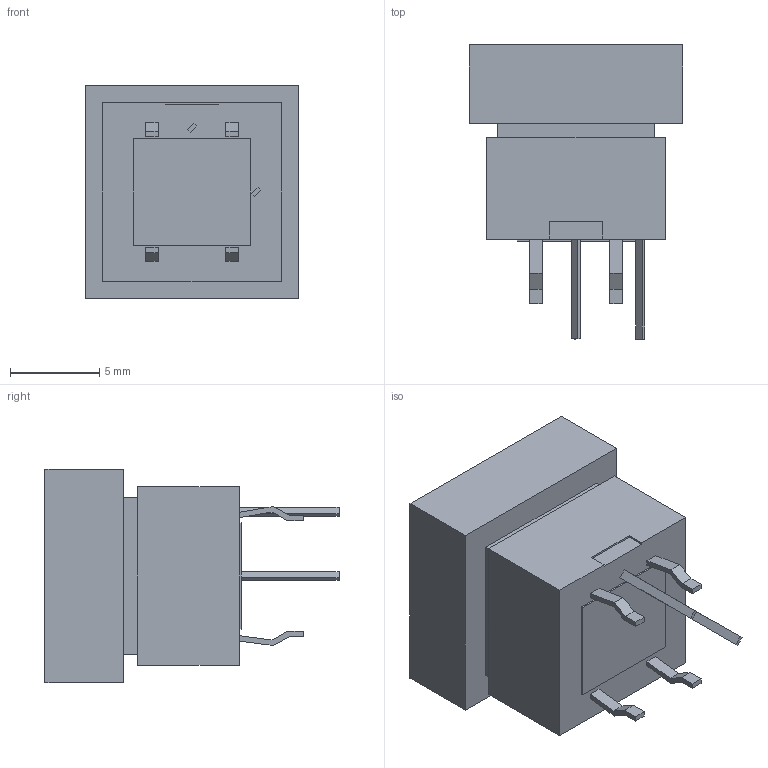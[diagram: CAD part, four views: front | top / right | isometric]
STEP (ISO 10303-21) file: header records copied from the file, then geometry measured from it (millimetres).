
FILE_DESCRIPTION (( 'STEP AP203' ), '1' );
FILE_NAME ('B3W_901[]_[]1[].step', '2015-05-29T09:22:25', ( 'OSMC1.0 ' ), ( ' ' ), 'SwSTEP 2.0', 'SolidWorks 2002025', '' );
FILE_SCHEMA (( 'CONFIG_CONTROL_DESIGN' ));
Length unit declared in the file: millimetre
Products named in the file (1): B3W_901[]_[]1[]
Bounding box: 12 x 16.5 x 12 mm (x, y, z)
Volume: 1273.5 mm3; surface area: 848.8 mm2
Topology: 1 solids, 1 shells, 71 faces, 180 edges, 120 vertices
Faces by surface type: plane 71
Entity records: 2171 total; most frequent: CARTESIAN_POINT 372, ORIENTED_EDGE 360, DIRECTION 324, EDGE_CURVE 180, LINE 180, VECTOR 180, VERTEX_POINT 120, EDGE_LOOP 80
